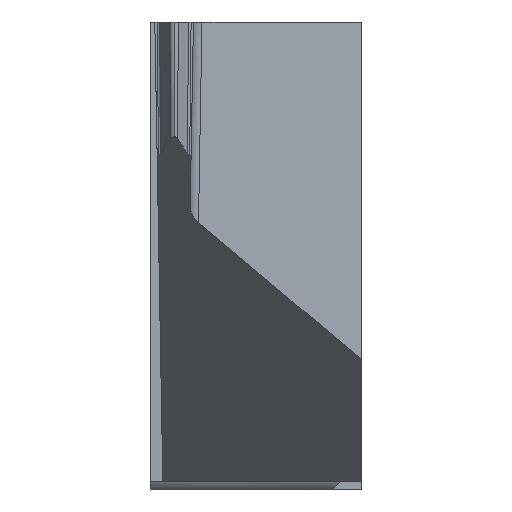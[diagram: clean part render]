
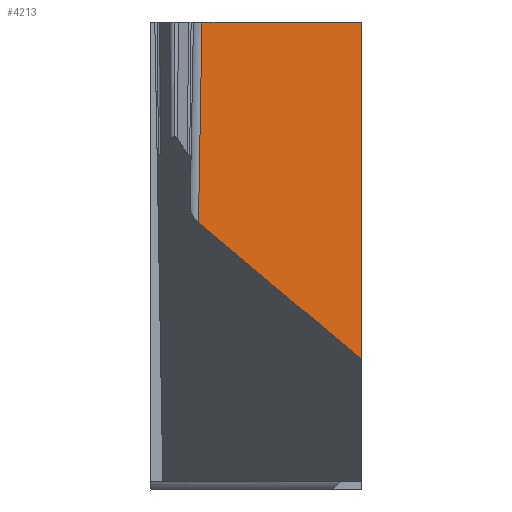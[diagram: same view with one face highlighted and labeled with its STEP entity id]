
A CAD part, front view. The second image highlights one B-rep face of the part: STEP entity #4213.
In plain terms, the highlighted planar face has unit normal (0.707, -0.707, 0).
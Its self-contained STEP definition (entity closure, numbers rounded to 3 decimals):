
#90=CARTESIAN_POINT('',(3.6,4.577,0.));
#91=DIRECTION('',(0.,0.,-1.));
#92=VECTOR('',#91,5.765);
#93=LINE('',#90,#92);
#94=CARTESIAN_POINT('',(3.6,4.577,0.));
#95=VERTEX_POINT('',#94);
#96=CARTESIAN_POINT('',(3.6,4.577,-5.765));
#97=VERTEX_POINT('',#96);
#98=EDGE_CURVE('',#95,#97,#93,.T.);
#730=CARTESIAN_POINT('',(0.817,1.794,-3.429));
#731=VERTEX_POINT('',#730);
#742=CARTESIAN_POINT('',(0.817,1.794,-3.429));
#743=DIRECTION('',(0.608,0.608,-0.51));
#744=VECTOR('',#743,4.577);
#745=LINE('',#742,#744);
#746=EDGE_CURVE('',#731,#97,#745,.T.);
#795=CARTESIAN_POINT('',(0.817,1.794,-3.429));
#796=DIRECTION('',(0.017,0.017,1.));
#797=VECTOR('',#796,3.43);
#798=LINE('',#795,#797);
#799=CARTESIAN_POINT('',(0.877,1.854,0.));
#800=VERTEX_POINT('',#799);
#801=EDGE_CURVE('',#731,#800,#798,.T.);
#4109=CARTESIAN_POINT('',(3.6,4.577,0.));
#4110=DIRECTION('',(-0.707,-0.707,0.));
#4111=VECTOR('',#4110,3.852);
#4112=LINE('',#4109,#4111);
#4113=EDGE_CURVE('',#95,#800,#4112,.T.);
#4170=CARTESIAN_POINT('',(2.491,3.468,23.112));
#4171=DIRECTION('',(-0.707,0.707,0.));
#4172=DIRECTION('',(0.,0.,1.));
#4173=AXIS2_PLACEMENT_3D('',#4170,#4171,#4172);
#4174=PLANE('',#4173);
#4175=ORIENTED_EDGE('Edge 1774',*,*,#801,.F.);
#4184=ORIENTED_EDGE('Edge 572',*,*,#4113,.T.);
#4193=ORIENTED_EDGE('Edge 85',*,*,#98,.F.);
#4202=ORIENTED_EDGE('Edge 669',*,*,#746,.T.);
#4211=EDGE_LOOP('',(#4202,#4193,#4184,#4175));
#4212=FACE_OUTER_BOUND('Loop 1790',#4211,.T.);
#4213=ADVANCED_FACE('Face 1791',(#4212),#4174,.F.);
